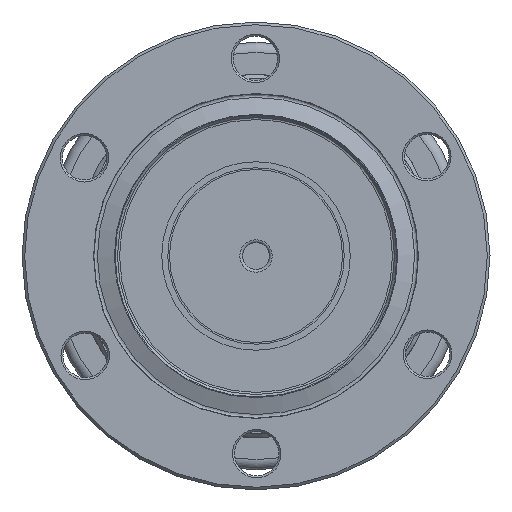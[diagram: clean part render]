
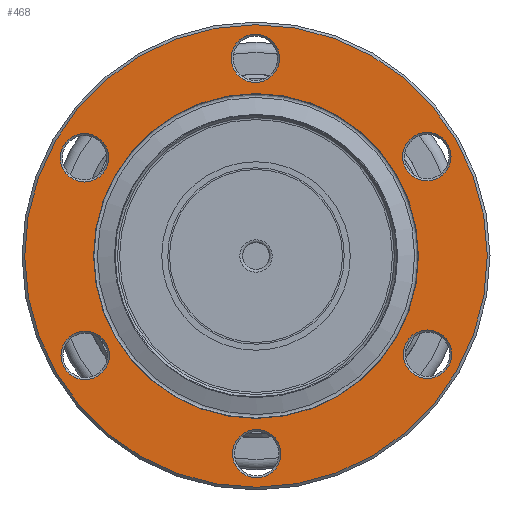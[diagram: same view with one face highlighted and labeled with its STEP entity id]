
A CAD part, left-side view. The second image highlights one B-rep face of the part: STEP entity #468.
In plain terms, the highlighted planar face has unit normal (-1, 0, 0).
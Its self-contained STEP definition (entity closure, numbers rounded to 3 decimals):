
#371=CARTESIAN_POINT('',(-52.1,27.179,-11.649));
#372=VERTEX_POINT('',#371);
#373=CARTESIAN_POINT('',(-52.1,25.368,-14.761));
#374=DIRECTION('',(-1.0,0.,0.));
#375=DIRECTION('',(0.,-0.503,-0.864));
#376=AXIS2_PLACEMENT_3D('',#373,#374,#375);
#377=CIRCLE('',#376,3.6);
#378=EDGE_CURVE('',#372,#372,#377,.T.);
#383=CARTESIAN_POINT('',(-52.1,-0.1,-29.437));
#384=DIRECTION('',(-1.0,0.,0.));
#385=DIRECTION('',(0.,1.,-0.003));
#386=AXIS2_PLACEMENT_3D('',#383,#384,#385);
#387=PLANE('',#386);
#388=CARTESIAN_POINT('',(-52.1,-0.116,-34.35));
#389=VERTEX_POINT('',#388);
#390=CARTESIAN_POINT('',(-52.1,0.,0.));
#391=DIRECTION('',(1.0,0.,0.));
#392=DIRECTION('',(0.,0.003,1.));
#393=AXIS2_PLACEMENT_3D('',#390,#391,#392);
#394=CIRCLE('',#393,34.35);
#395=EDGE_CURVE('',#389,#389,#394,.T.);
#396=ORIENTED_EDGE('',*,*,#395,.F.);
#397=EDGE_LOOP('',(#396));
#398=FACE_OUTER_BOUND('',#397,.T.);
#399=CARTESIAN_POINT('',(-52.1,23.678,17.713));
#400=VERTEX_POINT('',#399);
#401=CARTESIAN_POINT('',(-52.1,25.467,14.589));
#402=DIRECTION('',(-1.,0.,0.));
#403=DIRECTION('',(0.,0.497,-0.868));
#404=AXIS2_PLACEMENT_3D('',#401,#402,#403);
#405=CIRCLE('',#404,3.6);
#406=EDGE_CURVE('',#400,#400,#405,.T.);
#407=ORIENTED_EDGE('',*,*,#406,.F.);
#408=EDGE_LOOP('',(#407));
#409=FACE_BOUND('',#408,.T.);
#410=CARTESIAN_POINT('',(-52.1,-27.179,11.649));
#411=VERTEX_POINT('',#410);
#412=CARTESIAN_POINT('',(-52.1,-25.368,14.761));
#413=DIRECTION('',(-1.0,0.,0.));
#414=DIRECTION('',(0.,0.503,0.864));
#415=AXIS2_PLACEMENT_3D('',#412,#413,#414);
#416=CIRCLE('',#415,3.6);
#417=EDGE_CURVE('',#411,#411,#416,.T.);
#418=ORIENTED_EDGE('',*,*,#417,.F.);
#419=EDGE_LOOP('',(#418));
#420=FACE_BOUND('',#419,.T.);
#421=CARTESIAN_POINT('',(-52.1,3.501,-29.362));
#422=VERTEX_POINT('',#421);
#423=CARTESIAN_POINT('',(-52.1,-0.099,-29.35));
#424=DIRECTION('',(-1.0,0.,0.));
#425=DIRECTION('',(0.,-1.,0.003));
#426=AXIS2_PLACEMENT_3D('',#423,#424,#425);
#427=CIRCLE('',#426,3.6);
#428=EDGE_CURVE('',#422,#422,#427,.T.);
#429=ORIENTED_EDGE('',*,*,#428,.F.);
#430=EDGE_LOOP('',(#429));
#431=FACE_BOUND('',#430,.T.);
#432=CARTESIAN_POINT('',(-52.1,-0.082,-24.125));
#433=VERTEX_POINT('',#432);
#434=CARTESIAN_POINT('',(-52.1,0.,0.));
#435=DIRECTION('',(-1.,0.,0.));
#436=DIRECTION('',(0.,-0.003,-1.));
#437=AXIS2_PLACEMENT_3D('',#434,#435,#436);
#438=CIRCLE('',#437,24.125);
#439=EDGE_CURVE('',#433,#433,#438,.T.);
#440=ORIENTED_EDGE('',*,*,#439,.F.);
#441=EDGE_LOOP('',(#440));
#442=FACE_BOUND('',#441,.T.);
#443=CARTESIAN_POINT('',(-52.1,-23.678,-17.713));
#444=VERTEX_POINT('',#443);
#445=CARTESIAN_POINT('',(-52.1,-25.467,-14.589));
#446=DIRECTION('',(-1.0,0.,0.));
#447=DIRECTION('',(0.,-0.497,0.868));
#448=AXIS2_PLACEMENT_3D('',#445,#446,#447);
#449=CIRCLE('',#448,3.6);
#450=EDGE_CURVE('',#444,#444,#449,.T.);
#451=ORIENTED_EDGE('',*,*,#450,.F.);
#452=EDGE_LOOP('',(#451));
#453=FACE_BOUND('',#452,.T.);
#454=CARTESIAN_POINT('',(-52.1,-3.501,29.362));
#455=VERTEX_POINT('',#454);
#456=CARTESIAN_POINT('',(-52.1,0.099,29.35));
#457=DIRECTION('',(-1.0,0.,0.));
#458=DIRECTION('',(0.,1.,-0.003));
#459=AXIS2_PLACEMENT_3D('',#456,#457,#458);
#460=CIRCLE('',#459,3.6);
#461=EDGE_CURVE('',#455,#455,#460,.T.);
#462=ORIENTED_EDGE('',*,*,#461,.F.);
#463=EDGE_LOOP('',(#462));
#464=FACE_BOUND('',#463,.T.);
#465=ORIENTED_EDGE('',*,*,#378,.F.);
#466=EDGE_LOOP('',(#465));
#467=FACE_BOUND('',#466,.T.);
#468=ADVANCED_FACE('',(#398,#409,#420,#431,#442,#453,#464,#467),#387,.T.);
